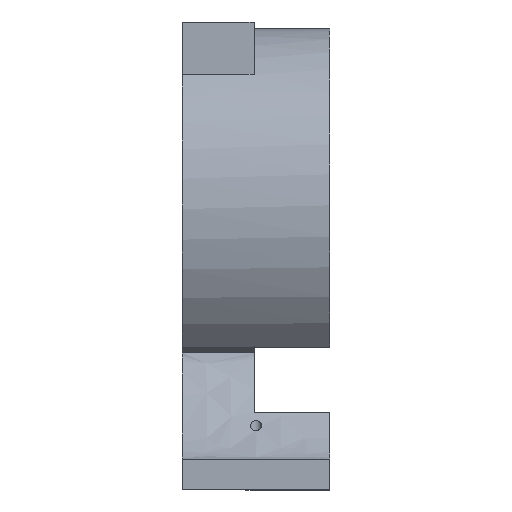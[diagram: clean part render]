
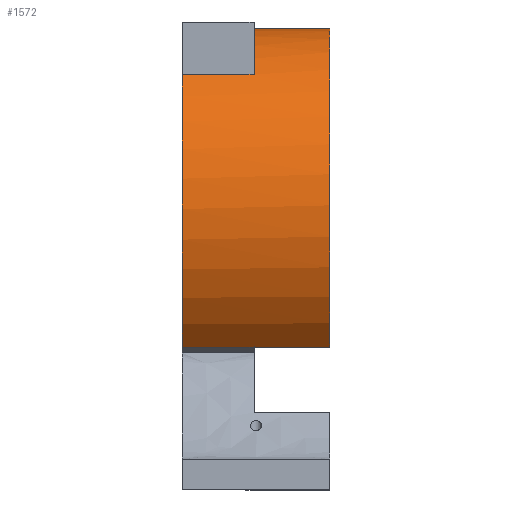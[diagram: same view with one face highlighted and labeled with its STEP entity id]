
A CAD part, front view. The second image highlights one B-rep face of the part: STEP entity #1572.
In plain terms, the highlighted cylindrical face has radius 16.75 mm (diameter 33.5 mm), a partial arc.
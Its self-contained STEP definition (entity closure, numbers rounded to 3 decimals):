
#62 = LINE ( 'NONE', #1149, #1764 ) ;
#113 = EDGE_CURVE ( 'NONE', #1620, #281, #1644, .T. ) ;
#158 = DIRECTION ( 'NONE',  ( -1., 0., 0. ) ) ;
#230 = EDGE_CURVE ( 'NONE', #732, #1178, #1160, .T. ) ;
#233 = EDGE_CURVE ( 'NONE', #1061, #1513, #62, .T. ) ;
#270 = CARTESIAN_POINT ( 'NONE',  ( 6.85, 6., 4.38 ) ) ;
#276 = ORIENTED_EDGE ( 'NONE', *, *, #280, .T. ) ;
#280 = EDGE_CURVE ( 'NONE', #1620, #1061, #962, .T. ) ;
#281 = VERTEX_POINT ( 'NONE', #1625 ) ;
#329 = ORIENTED_EDGE ( 'NONE', *, *, #230, .T. ) ;
#330 = CARTESIAN_POINT ( 'NONE',  ( -31.772, -5., 0.262 ) ) ;
#334 = AXIS2_PLACEMENT_3D ( 'NONE', #641, #760, #753 ) ;
#363 = AXIS2_PLACEMENT_3D ( 'NONE', #1222, #1091, #1343 ) ;
#406 = CARTESIAN_POINT ( 'NONE',  ( 6.85, 6., -12.37 ) ) ;
#439 = CARTESIAN_POINT ( 'NONE',  ( 0., -5., 0.262 ) ) ;
#468 = LINE ( 'NONE', #330, #1769 ) ;
#540 = CARTESIAN_POINT ( 'NONE',  ( 6.85, -5.71, -24.347 ) ) ;
#641 = CARTESIAN_POINT ( 'NONE',  ( 0., 6., -12.37 ) ) ;
#645 = EDGE_LOOP ( 'NONE', ( #1364, #1749, #329, #1722, #1521, #276, #836 ) ) ;
#660 = CIRCLE ( 'NONE', #363, 16.75 ) ;
#678 = DIRECTION ( 'NONE',  ( 1., 0., 0. ) ) ;
#732 = VERTEX_POINT ( 'NONE', #823 ) ;
#753 = DIRECTION ( 'NONE',  ( 0., 0., -1. ) ) ;
#760 = DIRECTION ( 'NONE',  ( 1., 0., 0. ) ) ;
#796 = CARTESIAN_POINT ( 'NONE',  ( -31.772, -5.71, -24.347 ) ) ;
#823 = CARTESIAN_POINT ( 'NONE',  ( 0., 6., 4.38 ) ) ;
#826 = FACE_OUTER_BOUND ( 'NONE', #645, .T. ) ;
#836 = ORIENTED_EDGE ( 'NONE', *, *, #233, .T. ) ;
#848 = DIRECTION ( 'NONE',  ( -1., 0., 0. ) ) ;
#859 = CARTESIAN_POINT ( 'NONE',  ( 6.85, 6., 4.38 ) ) ;
#940 = AXIS2_PLACEMENT_3D ( 'NONE', #406, #848, #1381 ) ;
#962 = LINE ( 'NONE', #796, #1505 ) ;
#995 = AXIS2_PLACEMENT_3D ( 'NONE', #1657, #158, #1254 ) ;
#1000 = DIRECTION ( 'NONE',  ( 1., 0., 0. ) ) ;
#1001 = VECTOR ( 'NONE', #1366, 1000. ) ;
#1009 = CARTESIAN_POINT ( 'NONE',  ( -6.5, -5.71, -24.347 ) ) ;
#1061 = VERTEX_POINT ( 'NONE', #1207 ) ;
#1085 = VERTEX_POINT ( 'NONE', #859 ) ;
#1091 = DIRECTION ( 'NONE',  ( 1., 0., 0. ) ) ;
#1149 = CARTESIAN_POINT ( 'NONE',  ( -31.772, -5.71, -24.347 ) ) ;
#1160 = CIRCLE ( 'NONE', #334, 16.75 ) ;
#1178 = VERTEX_POINT ( 'NONE', #439 ) ;
#1207 = CARTESIAN_POINT ( 'NONE',  ( 0., -5.71, -24.347 ) ) ;
#1222 = CARTESIAN_POINT ( 'NONE',  ( 6.85, 6., -12.37 ) ) ;
#1254 = DIRECTION ( 'NONE',  ( 0., 0., -1. ) ) ;
#1343 = DIRECTION ( 'NONE',  ( 0., 0., -1. ) ) ;
#1352 = CYLINDRICAL_SURFACE ( 'NONE', #940, 16.75 ) ;
#1364 = ORIENTED_EDGE ( 'NONE', *, *, #1587, .F. ) ;
#1366 = DIRECTION ( 'NONE',  ( -1., 0., 0. ) ) ;
#1381 = DIRECTION ( 'NONE',  ( 0., 0., 1. ) ) ;
#1387 = EDGE_CURVE ( 'NONE', #1085, #732, #1593, .T. ) ;
#1498 = EDGE_CURVE ( 'NONE', #281, #1178, #468, .T. ) ;
#1505 = VECTOR ( 'NONE', #678, 1000. ) ;
#1513 = VERTEX_POINT ( 'NONE', #540 ) ;
#1521 = ORIENTED_EDGE ( 'NONE', *, *, #113, .F. ) ;
#1572 = ADVANCED_FACE ( 'NONE', ( #826 ), #1352, .T. ) ;
#1587 = EDGE_CURVE ( 'NONE', #1085, #1513, #660, .T. ) ;
#1593 = LINE ( 'NONE', #270, #1001 ) ;
#1620 = VERTEX_POINT ( 'NONE', #1009 ) ;
#1625 = CARTESIAN_POINT ( 'NONE',  ( -6.5, -5., 0.262 ) ) ;
#1644 = CIRCLE ( 'NONE', #995, 16.75 ) ;
#1657 = CARTESIAN_POINT ( 'NONE',  ( -6.5, 6., -12.37 ) ) ;
#1719 = DIRECTION ( 'NONE',  ( 1., 0., 0. ) ) ;
#1722 = ORIENTED_EDGE ( 'NONE', *, *, #1498, .F. ) ;
#1749 = ORIENTED_EDGE ( 'NONE', *, *, #1387, .T. ) ;
#1764 = VECTOR ( 'NONE', #1719, 1000. ) ;
#1769 = VECTOR ( 'NONE', #1000, 1000. ) ;
